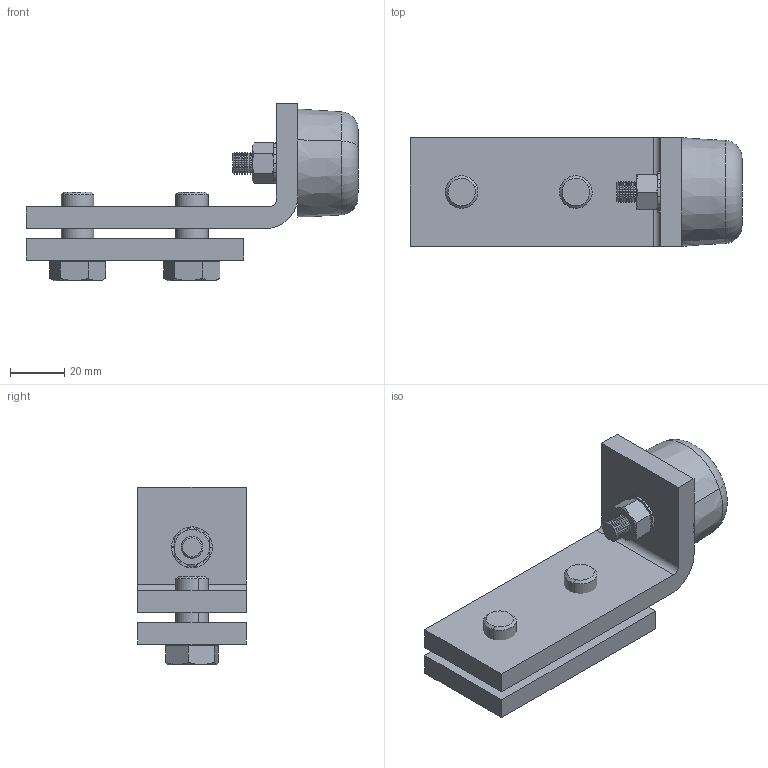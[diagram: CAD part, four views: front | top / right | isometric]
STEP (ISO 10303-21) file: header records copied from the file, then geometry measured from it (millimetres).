
FILE_DESCRIPTION (( 'STEP AP203' ), '1' );
FILE_NAME ('1.25.X01.STEP', '2019-05-28T06:43:38', ( '' ), ( '' ), 'SwSTEP 2.0', 'SolidWorks 2018', '' );
FILE_SCHEMA (( 'CONFIG_CONTROL_DESIGN' ));
Length unit declared in the file: millimetre
Products named in the file (1): 1.25.X01
Bounding box: 122.11 x 40 x 65.1 mm (x, y, z)
Volume: 101193.5 mm3; surface area: 32307.7 mm2
Topology: 7 solids, 7 shells, 448 faces, 1162 edges, 704 vertices
Faces by surface type: cone 198, cylinder 112, plane 102, bspline 28, torus 8
Entity records: 14355 total; most frequent: CARTESIAN_POINT 3335, DIRECTION 2420, ORIENTED_EDGE 2268, EDGE_CURVE 1134, AXIS2_PLACEMENT_3D 981, VERTEX_POINT 704, CIRCLE 560, EDGE_LOOP 466
